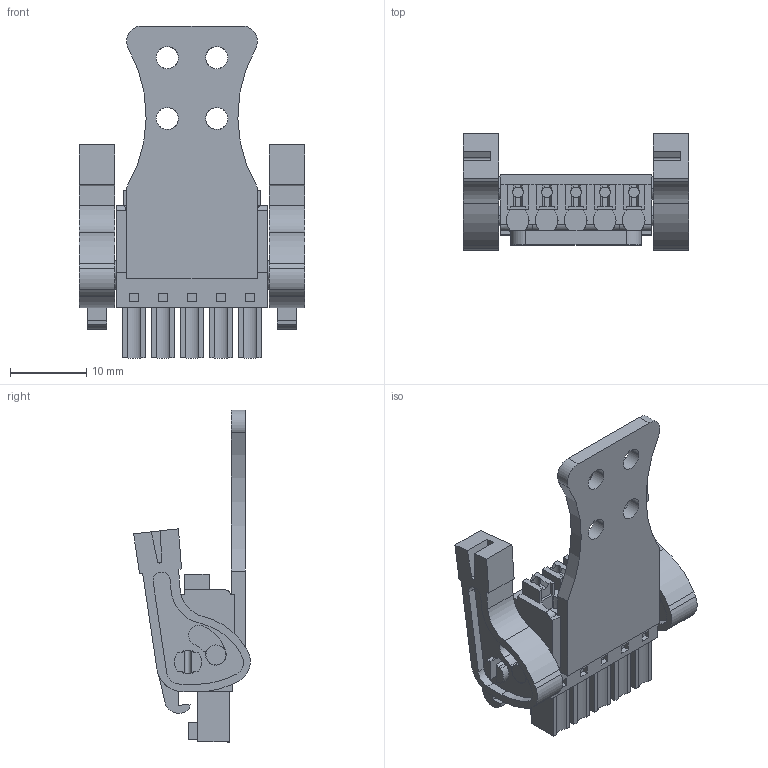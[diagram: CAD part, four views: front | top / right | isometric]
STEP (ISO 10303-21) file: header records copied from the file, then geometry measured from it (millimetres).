
FILE_DESCRIPTION(('CATIA V5 STEP','CAx-IF Rec.Pracs.--- Model Styling and Organization---1.2---2011-12-15'),'2;1');
FILE_NAME ('D1462262_0', '2017-07-31T12:28:59+00:00', ('none'), ('Weidmueller'), 'CATIA Version 5-6 Release 2014', 'CATIA V5 STEP AP214', 'none');
FILE_SCHEMA(('AUTOMOTIVE_DESIGN { 1 0 10303 214 1 1 1 1 }'));
Length unit declared in the file: millimetre
Products named in the file (1): 2442960000
Bounding box: 29.64 x 15.33 x 43.6 mm (x, y, z)
Volume: 4325.4 mm3; surface area: 5118.6 mm2
Topology: 9 solids, 9 shells, 518 faces, 1406 edges, 936 vertices
Faces by surface type: plane 383, cylinder 135
Entity records: 15658 total; most frequent: CARTESIAN_POINT 3207, ORIENTED_EDGE 2812, DIRECTION 2076, EDGE_CURVE 1406, VECTOR 1064, LINE 1064, VERTEX_POINT 936, AXIS2_PLACEMENT_3D 642
